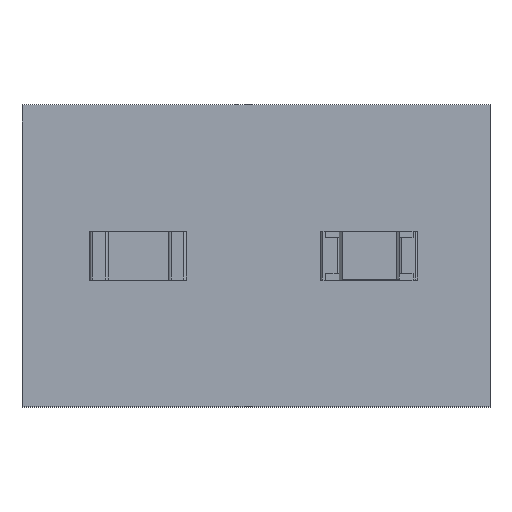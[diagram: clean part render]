
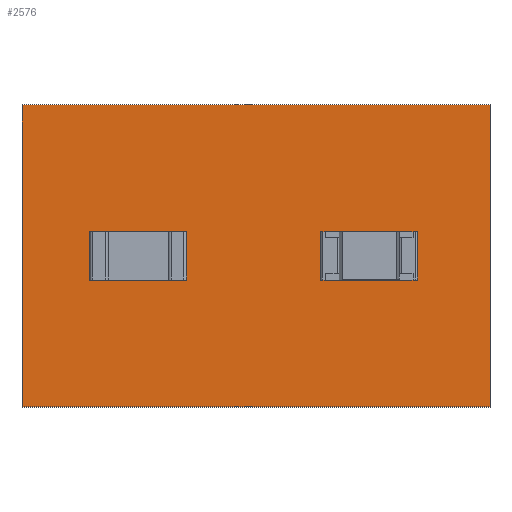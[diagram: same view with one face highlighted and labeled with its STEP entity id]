
A CAD part, top view. The second image highlights one B-rep face of the part: STEP entity #2576.
In plain terms, the highlighted planar face has unit normal (0, 0, 1).
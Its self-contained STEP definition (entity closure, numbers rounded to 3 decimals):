
#2447 = VERTEX_POINT('',#2448);
#2448 = CARTESIAN_POINT('',(165.,-105.5,1.6));
#2454 = EDGE_CURVE('',#2447,#2455,#2457,.T.);
#2455 = VERTEX_POINT('',#2456);
#2456 = CARTESIAN_POINT('',(157.25,-105.5,1.6));
#2457 = LINE('',#2458,#2459);
#2458 = CARTESIAN_POINT('',(165.,-105.5,1.6));
#2459 = VECTOR('',#2460,1.);
#2460 = DIRECTION('',(-1.,0.,0.));
#2485 = EDGE_CURVE('',#2455,#2486,#2488,.T.);
#2486 = VERTEX_POINT('',#2487);
#2487 = CARTESIAN_POINT('',(157.25,-100.5,1.6));
#2488 = LINE('',#2489,#2490);
#2489 = CARTESIAN_POINT('',(157.25,-105.5,1.6));
#2490 = VECTOR('',#2491,1.);
#2491 = DIRECTION('',(0.,1.,0.));
#2516 = EDGE_CURVE('',#2486,#2517,#2519,.T.);
#2517 = VERTEX_POINT('',#2518);
#2518 = CARTESIAN_POINT('',(165.,-100.5,1.6));
#2519 = LINE('',#2520,#2521);
#2520 = CARTESIAN_POINT('',(157.25,-100.5,1.6));
#2521 = VECTOR('',#2522,1.);
#2522 = DIRECTION('',(1.,0.,0.));
#2547 = EDGE_CURVE('',#2517,#2447,#2548,.T.);
#2548 = LINE('',#2549,#2550);
#2549 = CARTESIAN_POINT('',(165.,-100.5,1.6));
#2550 = VECTOR('',#2551,1.);
#2551 = DIRECTION('',(0.,-1.,0.));
#2576 = ADVANCED_FACE('',(#2577),#2583,.T.);
#2577 = FACE_BOUND('',#2578,.F.);
#2578 = EDGE_LOOP('',(#2579,#2580,#2581,#2582));
#2579 = ORIENTED_EDGE('',*,*,#2454,.T.);
#2580 = ORIENTED_EDGE('',*,*,#2485,.T.);
#2581 = ORIENTED_EDGE('',*,*,#2516,.T.);
#2582 = ORIENTED_EDGE('',*,*,#2547,.T.);
#2583 = PLANE('',#2584);
#2584 = AXIS2_PLACEMENT_3D('',#2585,#2586,#2587);
#2585 = CARTESIAN_POINT('',(0.,0.,1.6));
#2586 = DIRECTION('',(0.,0.,1.));
#2587 = DIRECTION('',(1.,0.,-0.));
